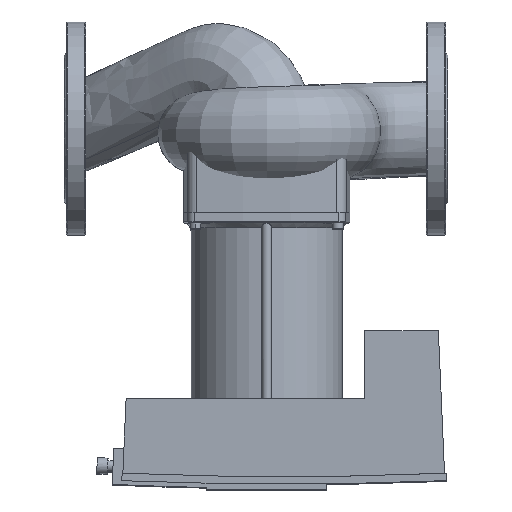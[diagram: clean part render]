
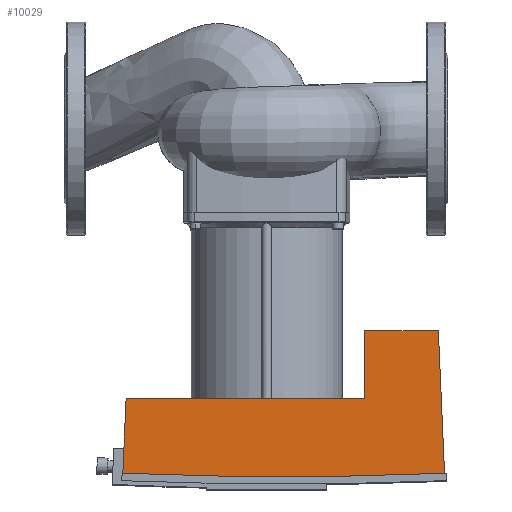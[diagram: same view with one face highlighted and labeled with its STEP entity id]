
A CAD part, top view. The second image highlights one B-rep face of the part: STEP entity #10029.
In plain terms, the highlighted planar face has unit normal (0, 0, 1).
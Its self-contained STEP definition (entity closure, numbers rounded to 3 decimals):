
#9788=CARTESIAN_POINT('',(55.,-324.0,210.0));
#9789=VERTEX_POINT('',#9788);
#9807=CARTESIAN_POINT('',(357.,-324.,210.));
#9808=VERTEX_POINT('',#9807);
#9815=CARTESIAN_POINT('',(206.,3157.069,210.));
#9816=DIRECTION('',(0.,0.,-1.));
#9817=DIRECTION('',(0.043,-0.999,0.));
#9818=AXIS2_PLACEMENT_3D('',#9815,#9816,#9817);
#9819=CIRCLE('',#9818,3484.343);
#9820=EDGE_CURVE('',#9808,#9789,#9819,.T.);
#9940=CARTESIAN_POINT('',(282.0,-254.,210.0));
#9941=VERTEX_POINT('',#9940);
#9958=CARTESIAN_POINT('',(58.056,-254.,210.0));
#9959=VERTEX_POINT('',#9958);
#9966=CARTESIAN_POINT('',(58.056,-254.,210.0));
#9967=DIRECTION('',(1.0,0.0,0.0));
#9968=VECTOR('',#9967,223.944);
#9969=LINE('',#9966,#9968);
#9970=EDGE_CURVE('',#9959,#9941,#9969,.T.);
#9987=CARTESIAN_POINT('',(55.,-324.0,210.0));
#9988=DIRECTION('',(0.044,0.999,0.0));
#9989=VECTOR('',#9988,70.067);
#9990=LINE('',#9987,#9989);
#9991=EDGE_CURVE('',#9789,#9959,#9990,.T.);
#9997=CARTESIAN_POINT('',(317.291,-222.455,210.0));
#9998=DIRECTION('',(0.0,0.0,-1.0));
#9999=DIRECTION('',(0.0,-1.0,0.0));
#10000=AXIS2_PLACEMENT_3D('',#9997,#9998,#9999);
#10001=PLANE('',#10000);
#10002=CARTESIAN_POINT('',(282.0,-190.25,210.0));
#10003=VERTEX_POINT('',#10002);
#10004=CARTESIAN_POINT('',(282.0,-254.,210.0));
#10005=DIRECTION('',(0.0,1.0,0.0));
#10006=VECTOR('',#10005,63.75);
#10007=LINE('',#10004,#10006);
#10008=EDGE_CURVE('',#9941,#10003,#10007,.T.);
#10009=ORIENTED_EDGE('',*,*,#10008,.F.);
#10010=ORIENTED_EDGE('',*,*,#9970,.F.);
#10011=ORIENTED_EDGE('',*,*,#9991,.F.);
#10012=ORIENTED_EDGE('',*,*,#9820,.F.);
#10013=CARTESIAN_POINT('',(351.16,-190.25,210.0));
#10014=VERTEX_POINT('',#10013);
#10015=CARTESIAN_POINT('',(351.16,-190.25,210.0));
#10016=DIRECTION('',(0.044,-0.999,0.));
#10017=VECTOR('',#10016,133.877);
#10018=LINE('',#10015,#10017);
#10019=EDGE_CURVE('',#10014,#9808,#10018,.T.);
#10020=ORIENTED_EDGE('',*,*,#10019,.F.);
#10021=CARTESIAN_POINT('',(282.0,-190.25,210.0));
#10022=DIRECTION('',(1.0,0.0,0.0));
#10023=VECTOR('',#10022,69.16);
#10024=LINE('',#10021,#10023);
#10025=EDGE_CURVE('',#10003,#10014,#10024,.T.);
#10026=ORIENTED_EDGE('',*,*,#10025,.F.);
#10027=EDGE_LOOP('',(#10009,#10010,#10011,#10012,#10020,#10026));
#10028=FACE_OUTER_BOUND('',#10027,.T.);
#10029=ADVANCED_FACE('',(#10028),#10001,.F.);
